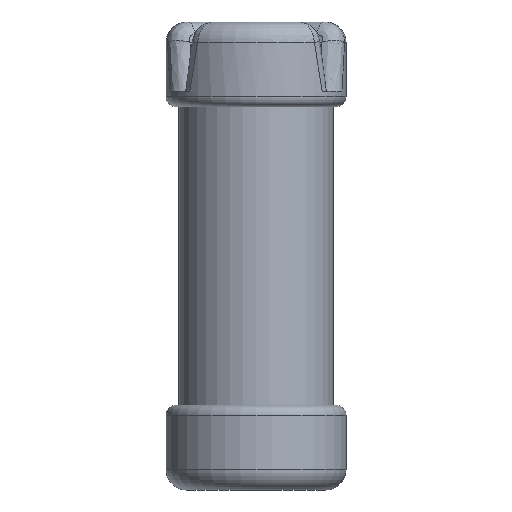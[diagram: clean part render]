
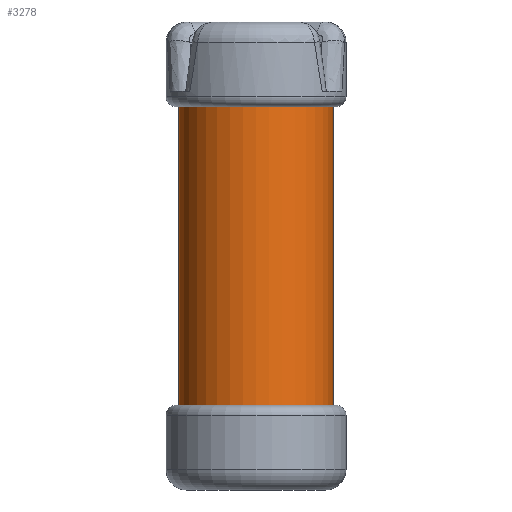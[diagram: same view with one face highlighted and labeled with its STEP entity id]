
A CAD part, front view. The second image highlights one B-rep face of the part: STEP entity #3278.
In plain terms, the highlighted cylindrical face has radius 1.5 mm (diameter 3 mm), a full revolution.
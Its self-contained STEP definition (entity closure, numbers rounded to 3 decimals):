
#1854 = EDGE_CURVE('',#1855,#1855,#1857,.T.);
#1855 = VERTEX_POINT('',#1856);
#1856 = CARTESIAN_POINT('',(1.5,0.,7.65));
#1857 = CIRCLE('',#1858,1.5);
#1858 = AXIS2_PLACEMENT_3D('',#1859,#1860,#1861);
#1859 = CARTESIAN_POINT('',(0.,0.,7.65));
#1860 = DIRECTION('',(0.,0.,1.));
#1861 = DIRECTION('',(1.,0.,0.));
#3278 = ADVANCED_FACE('',(#3279),#3298,.T.);
#3279 = FACE_BOUND('',#3280,.F.);
#3280 = EDGE_LOOP('',(#3281,#3289,#3290,#3291));
#3281 = ORIENTED_EDGE('',*,*,#3282,.T.);
#3282 = EDGE_CURVE('',#3283,#1855,#3285,.T.);
#3283 = VERTEX_POINT('',#3284);
#3284 = CARTESIAN_POINT('',(1.5,0.,1.85));
#3285 = LINE('',#3286,#3287);
#3286 = CARTESIAN_POINT('',(1.5,0.,1.85));
#3287 = VECTOR('',#3288,1.);
#3288 = DIRECTION('',(0.,0.,1.));
#3289 = ORIENTED_EDGE('',*,*,#1854,.T.);
#3290 = ORIENTED_EDGE('',*,*,#3282,.F.);
#3291 = ORIENTED_EDGE('',*,*,#3292,.F.);
#3292 = EDGE_CURVE('',#3283,#3283,#3293,.T.);
#3293 = CIRCLE('',#3294,1.5);
#3294 = AXIS2_PLACEMENT_3D('',#3295,#3296,#3297);
#3295 = CARTESIAN_POINT('',(0.,0.,1.85));
#3296 = DIRECTION('',(0.,0.,1.));
#3297 = DIRECTION('',(1.,0.,0.));
#3298 = CYLINDRICAL_SURFACE('',#3299,1.5);
#3299 = AXIS2_PLACEMENT_3D('',#3300,#3301,#3302);
#3300 = CARTESIAN_POINT('',(0.,0.,1.85));
#3301 = DIRECTION('',(-0.,-0.,-1.));
#3302 = DIRECTION('',(1.,0.,0.));
